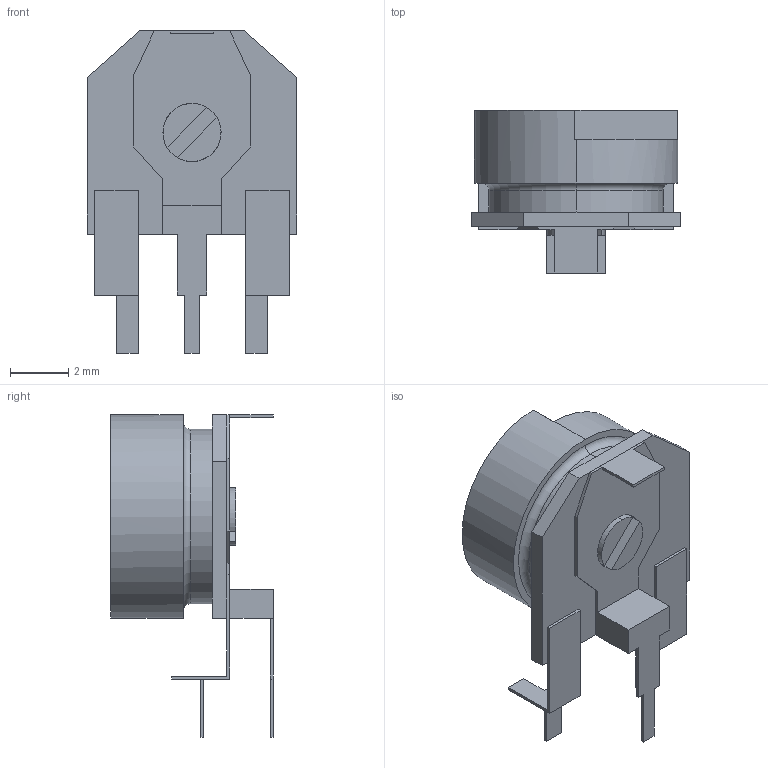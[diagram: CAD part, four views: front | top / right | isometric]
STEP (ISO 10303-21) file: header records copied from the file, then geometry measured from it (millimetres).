
FILE_DESCRIPTION (( 'STEP AP214' ), '1' );
FILE_NAME ('203 potentiometer.STEP', '2021-07-12T17:00:01', ( '' ), ( '' ), 'SwSTEP 2.0', 'SolidWorks 2020', '' );
FILE_SCHEMA (( 'AUTOMOTIVE_DESIGN' ));
Length unit declared in the file: millimetre
Products named in the file (1): 203 potentiometer
Bounding box: 7.2 x 5.6 x 11.1 mm (x, y, z)
Volume: 137 mm3; surface area: 399.8 mm2
Topology: 7 solids, 7 shells, 106 faces, 249 edges, 159 vertices
Faces by surface type: plane 84, cylinder 11, cone 9, torus 2
Entity records: 3678 total; most frequent: CARTESIAN_POINT 567, ORIENTED_EDGE 498, DIRECTION 488, EDGE_CURVE 249, LINE 200, VECTOR 200, VERTEX_POINT 159, AXIS2_PLACEMENT_3D 144
